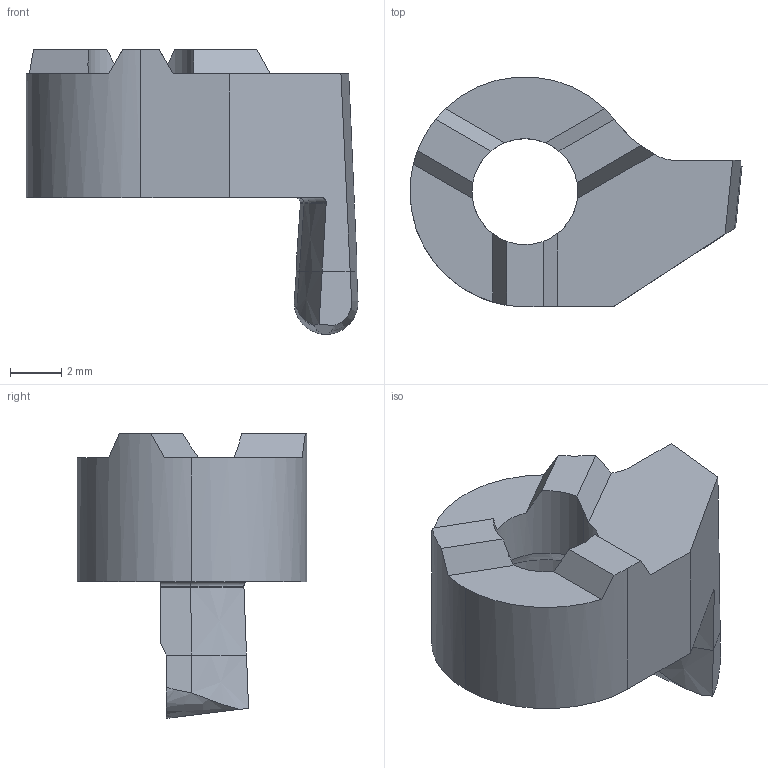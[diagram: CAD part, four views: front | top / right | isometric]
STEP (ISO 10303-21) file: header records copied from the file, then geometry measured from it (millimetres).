
FILE_DESCRIPTION(/* description */ (''),/* implementation_level */ '2;1');
FILE_NAME(/* name */ '1703157341292.stp',/* time_stamp */ '2023-12-21T16:45:55+05:00',/* author */ (''),/* organization */ ('SMS'),/* preprocessor_version */ 'ST-DEVELOPER v16.7',/* originating_system */ 'SIEMENS PLM Software NX 12.0',/* authorisation */ '');
FILE_SCHEMA (('AUTOMOTIVE_DESIGN { 1 0 10303 214 3 1 1 1 }'));
Length unit declared in the file: millimetre
Products named in the file (1): 205081257mod000_00
Bounding box: 13 x 8.98 x 11.15 mm (x, y, z)
Volume: 337.5 mm3; surface area: 454.9 mm2
Topology: 2 solids, 2 shells, 44 faces, 117 edges, 79 vertices
Faces by surface type: plane 26, cylinder 10, cone 6, torus 2
Entity records: 1490 total; most frequent: CARTESIAN_POINT 375, ORIENTED_EDGE 232, DIRECTION 213, EDGE_CURVE 116, AXIS2_PLACEMENT_3D 79, VERTEX_POINT 75, LINE 55, VECTOR 55
